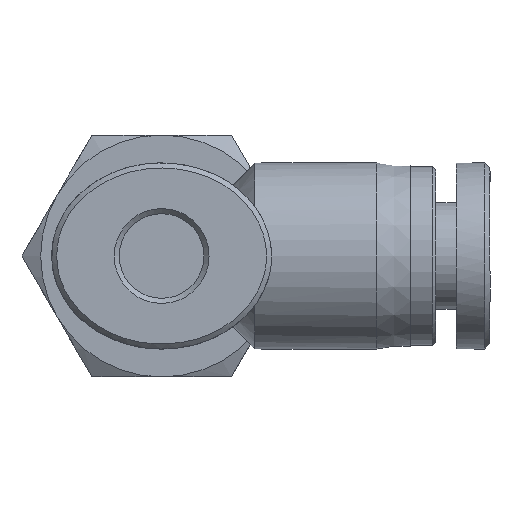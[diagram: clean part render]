
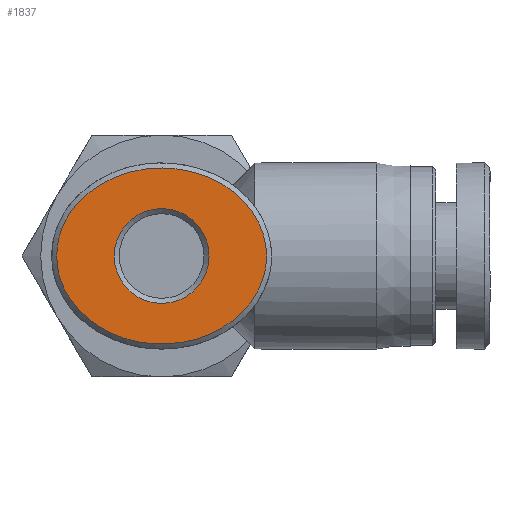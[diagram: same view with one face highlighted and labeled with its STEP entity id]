
A CAD part, left-side view. The second image highlights one B-rep face of the part: STEP entity #1837.
In plain terms, the highlighted face is planar.
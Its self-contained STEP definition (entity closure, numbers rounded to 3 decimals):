
#1770=CARTESIAN_POINT('',(6.2,4.7,0.));
#1771=VERTEX_POINT('',#1770);
#1798=CARTESIAN_POINT('',(6.205,4.7,0.));
#1799=CARTESIAN_POINT('',(6.207,4.7,0.77));
#1800=CARTESIAN_POINT('',(5.779,4.7,2.309));
#1801=CARTESIAN_POINT('',(4.024,4.7,4.19));
#1802=CARTESIAN_POINT('',(1.439,4.7,5.242));
#1803=CARTESIAN_POINT('',(-1.682,4.7,5.247));
#1804=CARTESIAN_POINT('',(-4.215,4.7,4.049));
#1805=CARTESIAN_POINT('',(-6.387,4.7,1.478));
#1806=CARTESIAN_POINT('',(-6.407,4.7,-2.544));
#1807=CARTESIAN_POINT('',(-2.407,4.7,-5.262));
#1808=CARTESIAN_POINT('',(1.438,4.7,-5.236));
#1809=CARTESIAN_POINT('',(4.899,4.7,-3.846));
#1810=CARTESIAN_POINT('',(6.201,4.7,-1.539));
#1811=CARTESIAN_POINT('',(6.205,4.7,0.));
#1812=B_SPLINE_CURVE_WITH_KNOTS('',3,(#1798,#1799,#1800,#1801,#1802,#1803,#1804,#1805,#1806,#1807,#1808,#1809,#1810,#1811),.UNSPECIFIED.,.T.,.U.,(4,1,1,1,1,1,1,1,1,1,1,4),(-3.142,-2.693,-2.244,-1.795,-1.346,-0.785,-0.449,0.449,1.346,1.795,2.244,3.142),.UNSPECIFIED.);
#1813=EDGE_CURVE('',#1771,#1771,#1812,.T.);
#1818=CARTESIAN_POINT('',(0.,4.7,0.));
#1819=DIRECTION('',(0.0,1.0,0.0));
#1820=DIRECTION('',(0.0,0.0,1.0));
#1821=AXIS2_PLACEMENT_3D('',#1818,#1819,#1820);
#1822=PLANE('',#1821);
#1823=ORIENTED_EDGE('',*,*,#1813,.F.);
#1824=EDGE_LOOP('',(#1823));
#1825=FACE_OUTER_BOUND('',#1824,.T.);
#1826=CARTESIAN_POINT('',(2.8,4.7,0.));
#1827=VERTEX_POINT('',#1826);
#1828=CARTESIAN_POINT('',(0.,4.7,0.0));
#1829=DIRECTION('',(0.0,1.0,0.0));
#1830=DIRECTION('',(-1.0,0.0,0.0));
#1831=AXIS2_PLACEMENT_3D('',#1828,#1829,#1830);
#1832=CIRCLE('',#1831,2.8);
#1833=EDGE_CURVE('',#1827,#1827,#1832,.T.);
#1834=ORIENTED_EDGE('',*,*,#1833,.F.);
#1835=EDGE_LOOP('',(#1834));
#1836=FACE_BOUND('',#1835,.T.);
#1837=ADVANCED_FACE('',(#1825,#1836),#1822,.T.);
